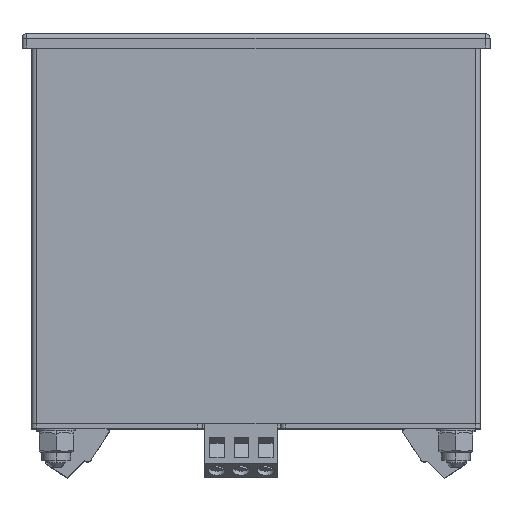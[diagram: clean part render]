
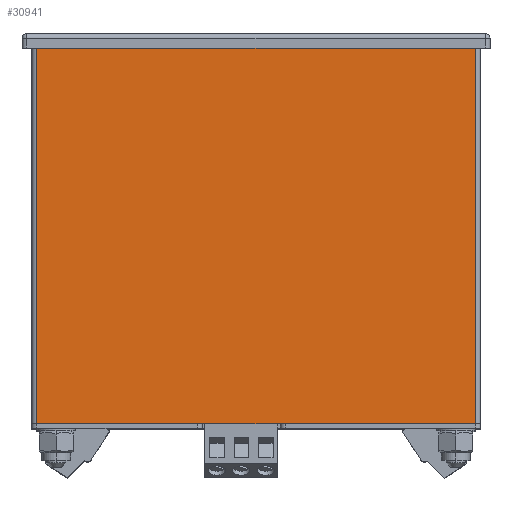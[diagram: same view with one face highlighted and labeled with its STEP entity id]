
A CAD part, top view. The second image highlights one B-rep face of the part: STEP entity #30941.
In plain terms, the highlighted planar face has unit normal (0, 0, 1).
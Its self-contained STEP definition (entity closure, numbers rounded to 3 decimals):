
#30824=CARTESIAN_POINT('',(45.,0.,46.));
#30825=VERTEX_POINT('',#30824);
#30826=CARTESIAN_POINT('',(-45.,0.,46.));
#30827=VERTEX_POINT('',#30826);
#30828=CARTESIAN_POINT('',(45.,0.,46.));
#30829=DIRECTION('',(-1.,0.,0.));
#30830=VECTOR('',#30829,90.);
#30831=LINE('',#30828,#30830);
#30832=EDGE_CURVE('',#30825,#30827,#30831,.T.);
#30911=CARTESIAN_POINT('',(46.,-77.,46.));
#30912=DIRECTION('',(0.,0.,-1.));
#30913=DIRECTION('',(-1.,0.,0.));
#30914=AXIS2_PLACEMENT_3D('',#30911,#30912,#30913);
#30915=PLANE('',#30914);
#30916=CARTESIAN_POINT('',(45.,-77.,46.));
#30917=VERTEX_POINT('',#30916);
#30918=CARTESIAN_POINT('',(-45.,-77.,46.));
#30919=VERTEX_POINT('',#30918);
#30920=CARTESIAN_POINT('',(45.,-77.,46.));
#30921=DIRECTION('',(-1.,0.,0.));
#30922=VECTOR('',#30921,90.);
#30923=LINE('',#30920,#30922);
#30924=EDGE_CURVE('',#30917,#30919,#30923,.T.);
#30925=ORIENTED_EDGE('',*,*,#30924,.F.);
#30926=CARTESIAN_POINT('',(45.,-77.,46.));
#30927=DIRECTION('',(0.,1.,0.));
#30928=VECTOR('',#30927,77.);
#30929=LINE('',#30926,#30928);
#30930=EDGE_CURVE('',#30917,#30825,#30929,.T.);
#30931=ORIENTED_EDGE('',*,*,#30930,.T.);
#30932=ORIENTED_EDGE('',*,*,#30832,.T.);
#30933=CARTESIAN_POINT('',(-45.,0.,46.));
#30934=DIRECTION('',(-0.,-1.,-0.));
#30935=VECTOR('',#30934,77.);
#30936=LINE('',#30933,#30935);
#30937=EDGE_CURVE('',#30827,#30919,#30936,.T.);
#30938=ORIENTED_EDGE('',*,*,#30937,.T.);
#30939=EDGE_LOOP('',(#30925,#30931,#30932,#30938));
#30940=FACE_BOUND('',#30939,.T.);
#30941=ADVANCED_FACE('',(#30940),#30915,.F.);
